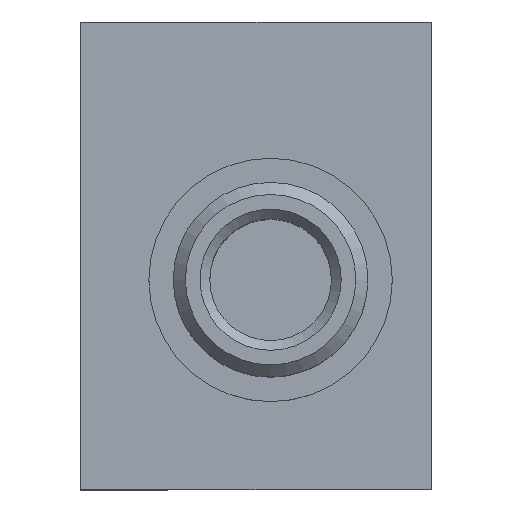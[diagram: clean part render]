
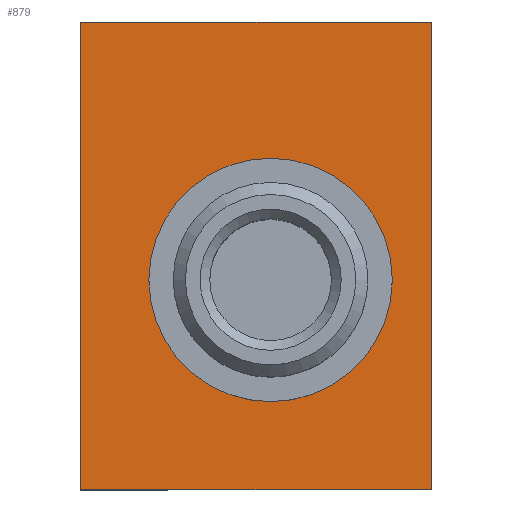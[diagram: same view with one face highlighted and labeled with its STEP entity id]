
A CAD part, top view. The second image highlights one B-rep face of the part: STEP entity #879.
In plain terms, the highlighted planar face has unit normal (0, 0, 1).
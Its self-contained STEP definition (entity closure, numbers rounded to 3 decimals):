
#717=CARTESIAN_POINT('',(2.5,0.,8.0));
#718=VERTEX_POINT('',#717);
#719=CARTESIAN_POINT('',(0.0,0.0,8.0));
#720=DIRECTION('',(0.0,0.0,-1.0));
#721=DIRECTION('',(-1.0,0.0,0.0));
#722=AXIS2_PLACEMENT_3D('',#719,#720,#721);
#723=CIRCLE('',#722,2.5);
#724=EDGE_CURVE('',#718,#718,#723,.T.);
#746=CARTESIAN_POINT('',(3.3,5.3,8.0));
#747=VERTEX_POINT('',#746);
#748=CARTESIAN_POINT('',(3.3,-4.3,8.0));
#749=VERTEX_POINT('',#748);
#750=CARTESIAN_POINT('',(3.3,5.3,8.0));
#751=DIRECTION('',(0.0,-1.0,0.0));
#752=VECTOR('',#751,9.6);
#753=LINE('',#750,#752);
#754=EDGE_CURVE('',#747,#749,#753,.T.);
#786=CARTESIAN_POINT('',(-3.9,-4.3,8.0));
#787=VERTEX_POINT('',#786);
#788=CARTESIAN_POINT('',(3.3,-4.3,8.0));
#789=DIRECTION('',(-1.0,0.0,0.0));
#790=VECTOR('',#789,7.2);
#791=LINE('',#788,#790);
#792=EDGE_CURVE('',#749,#787,#791,.T.);
#817=CARTESIAN_POINT('',(-3.9,5.3,8.0));
#818=VERTEX_POINT('',#817);
#819=CARTESIAN_POINT('',(-3.9,-4.3,8.0));
#820=DIRECTION('',(0.0,1.0,0.0));
#821=VECTOR('',#820,9.6);
#822=LINE('',#819,#821);
#823=EDGE_CURVE('',#787,#818,#822,.T.);
#848=CARTESIAN_POINT('',(-3.9,5.3,8.0));
#849=DIRECTION('',(1.0,0.0,0.0));
#850=VECTOR('',#849,7.2);
#851=LINE('',#848,#850);
#852=EDGE_CURVE('',#818,#747,#851,.T.);
#865=CARTESIAN_POINT('',(-0.3,0.5,8.0));
#866=DIRECTION('',(0.0,0.0,1.0));
#867=DIRECTION('',(1.0,0.0,0.0));
#868=AXIS2_PLACEMENT_3D('',#865,#866,#867);
#869=PLANE('',#868);
#870=ORIENTED_EDGE('',*,*,#754,.F.);
#871=ORIENTED_EDGE('',*,*,#852,.F.);
#872=ORIENTED_EDGE('',*,*,#823,.F.);
#873=ORIENTED_EDGE('',*,*,#792,.F.);
#874=EDGE_LOOP('',(#870,#871,#872,#873));
#875=FACE_OUTER_BOUND('',#874,.T.);
#876=ORIENTED_EDGE('',*,*,#724,.T.);
#877=EDGE_LOOP('',(#876));
#878=FACE_BOUND('',#877,.T.);
#879=ADVANCED_FACE('',(#875,#878),#869,.T.);
